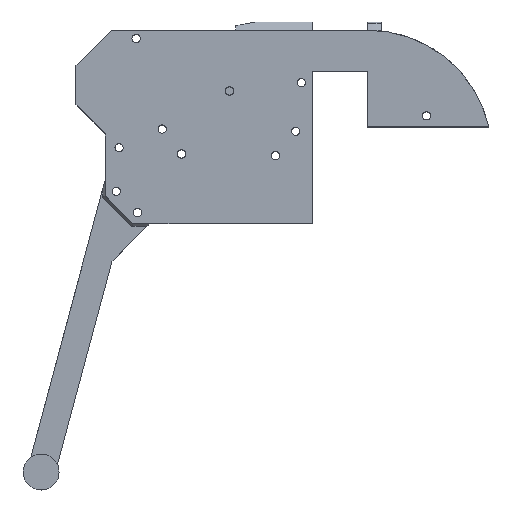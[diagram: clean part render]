
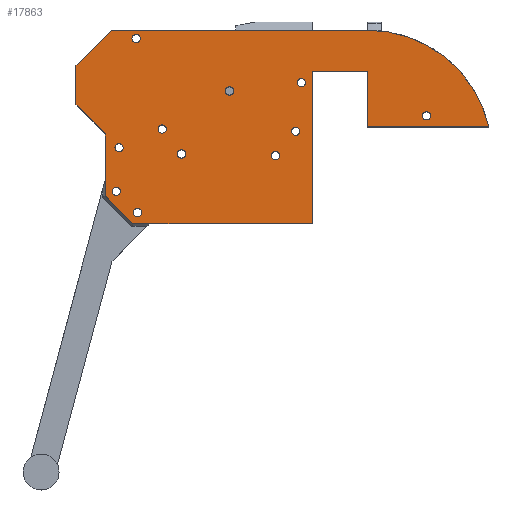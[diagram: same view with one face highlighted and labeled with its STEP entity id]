
A CAD part, top view. The second image highlights one B-rep face of the part: STEP entity #17863.
In plain terms, the highlighted planar face has unit normal (0, 0, 1).
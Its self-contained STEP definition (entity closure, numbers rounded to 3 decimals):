
#338=FACE_BOUND('',#3349,.T.);
#339=FACE_BOUND('',#3350,.T.);
#340=FACE_BOUND('',#3351,.T.);
#341=FACE_BOUND('',#3352,.T.);
#342=FACE_BOUND('',#3353,.T.);
#343=FACE_BOUND('',#3354,.T.);
#344=FACE_BOUND('',#3355,.T.);
#345=FACE_BOUND('',#3356,.T.);
#346=FACE_BOUND('',#3357,.T.);
#347=FACE_BOUND('',#3358,.T.);
#348=FACE_BOUND('',#3359,.T.);
#1377=CIRCLE('',#19598,1.5);
#1379=CIRCLE('',#19601,1.5);
#1381=CIRCLE('',#19604,1.5);
#1383=CIRCLE('',#19607,1.5);
#1385=CIRCLE('',#19610,1.5);
#1388=CIRCLE('',#19614,1.5);
#1390=CIRCLE('',#19617,1.5);
#1392=CIRCLE('',#19620,1.5);
#1394=CIRCLE('',#19623,1.5);
#1396=CIRCLE('',#19626,1.5);
#1398=CIRCLE('',#19629,1.5);
#1399=CIRCLE('',#19634,45.);
#2308=FACE_OUTER_BOUND('',#3348,.T.);
#3348=EDGE_LOOP('',(#16360,#16361,#16362,#16363,#16364,#16365,#16366,#16367,
#16368,#16369,#16370,#16371));
#3349=EDGE_LOOP('',(#16372));
#3350=EDGE_LOOP('',(#16373));
#3351=EDGE_LOOP('',(#16374));
#3352=EDGE_LOOP('',(#16375));
#3353=EDGE_LOOP('',(#16376));
#3354=EDGE_LOOP('',(#16377));
#3355=EDGE_LOOP('',(#16378));
#3356=EDGE_LOOP('',(#16379));
#3357=EDGE_LOOP('',(#16380));
#3358=EDGE_LOOP('',(#16381));
#3359=EDGE_LOOP('',(#16382));
#5144=LINE('',#30667,#6950);
#5148=LINE('',#30675,#6954);
#5151=LINE('',#30681,#6957);
#5155=LINE('',#30693,#6961);
#5158=LINE('',#30699,#6964);
#5161=LINE('',#30705,#6967);
#5164=LINE('',#30711,#6970);
#5167=LINE('',#30717,#6973);
#5170=LINE('',#30723,#6976);
#5173=LINE('',#30729,#6979);
#5176=LINE('',#30734,#6982);
#6950=VECTOR('',#24690,10.);
#6954=VECTOR('',#24696,10.);
#6957=VECTOR('',#24701,10.);
#6961=VECTOR('',#24713,10.);
#6964=VECTOR('',#24718,10.);
#6967=VECTOR('',#24723,10.);
#6970=VECTOR('',#24728,10.);
#6973=VECTOR('',#24733,10.);
#6976=VECTOR('',#24738,10.);
#6979=VECTOR('',#24743,10.);
#6982=VECTOR('',#24748,10.);
#8647=VERTEX_POINT('',#30599);
#8649=VERTEX_POINT('',#30605);
#8651=VERTEX_POINT('',#30611);
#8653=VERTEX_POINT('',#30617);
#8655=VERTEX_POINT('',#30623);
#8658=VERTEX_POINT('',#30631);
#8660=VERTEX_POINT('',#30637);
#8662=VERTEX_POINT('',#30643);
#8664=VERTEX_POINT('',#30649);
#8666=VERTEX_POINT('',#30655);
#8668=VERTEX_POINT('',#30661);
#8669=VERTEX_POINT('',#30665);
#8670=VERTEX_POINT('',#30666);
#8673=VERTEX_POINT('',#30674);
#8675=VERTEX_POINT('',#30680);
#8677=VERTEX_POINT('',#30686);
#8679=VERTEX_POINT('',#30692);
#8681=VERTEX_POINT('',#30698);
#8683=VERTEX_POINT('',#30704);
#8685=VERTEX_POINT('',#30710);
#8687=VERTEX_POINT('',#30716);
#8689=VERTEX_POINT('',#30722);
#8691=VERTEX_POINT('',#30728);
#11195=EDGE_CURVE('',#8647,#8647,#1377,.T.);
#11198=EDGE_CURVE('',#8649,#8649,#1379,.T.);
#11201=EDGE_CURVE('',#8651,#8651,#1381,.T.);
#11204=EDGE_CURVE('',#8653,#8653,#1383,.T.);
#11207=EDGE_CURVE('',#8655,#8655,#1385,.T.);
#11212=EDGE_CURVE('',#8658,#8658,#1388,.T.);
#11215=EDGE_CURVE('',#8660,#8660,#1390,.T.);
#11218=EDGE_CURVE('',#8662,#8662,#1392,.T.);
#11221=EDGE_CURVE('',#8664,#8664,#1394,.T.);
#11224=EDGE_CURVE('',#8666,#8666,#1396,.T.);
#11227=EDGE_CURVE('',#8668,#8668,#1398,.T.);
#11228=EDGE_CURVE('',#8669,#8670,#5144,.T.);
#11232=EDGE_CURVE('',#8669,#8673,#5148,.T.);
#11235=EDGE_CURVE('',#8673,#8675,#5151,.T.);
#11238=EDGE_CURVE('',#8675,#8677,#1399,.T.);
#11241=EDGE_CURVE('',#8677,#8679,#5155,.T.);
#11244=EDGE_CURVE('',#8681,#8679,#5158,.T.);
#11247=EDGE_CURVE('',#8683,#8681,#5161,.T.);
#11250=EDGE_CURVE('',#8683,#8685,#5164,.T.);
#11253=EDGE_CURVE('',#8685,#8687,#5167,.T.);
#11256=EDGE_CURVE('',#8689,#8687,#5170,.T.);
#11259=EDGE_CURVE('',#8689,#8691,#5173,.T.);
#11262=EDGE_CURVE('',#8691,#8670,#5176,.T.);
#16360=ORIENTED_EDGE('',*,*,#11262,.T.);
#16361=ORIENTED_EDGE('',*,*,#11228,.F.);
#16362=ORIENTED_EDGE('',*,*,#11232,.T.);
#16363=ORIENTED_EDGE('',*,*,#11235,.T.);
#16364=ORIENTED_EDGE('',*,*,#11238,.T.);
#16365=ORIENTED_EDGE('',*,*,#11241,.T.);
#16366=ORIENTED_EDGE('',*,*,#11244,.F.);
#16367=ORIENTED_EDGE('',*,*,#11247,.F.);
#16368=ORIENTED_EDGE('',*,*,#11250,.T.);
#16369=ORIENTED_EDGE('',*,*,#11253,.T.);
#16370=ORIENTED_EDGE('',*,*,#11256,.F.);
#16371=ORIENTED_EDGE('',*,*,#11259,.T.);
#16372=ORIENTED_EDGE('',*,*,#11195,.T.);
#16373=ORIENTED_EDGE('',*,*,#11198,.T.);
#16374=ORIENTED_EDGE('',*,*,#11201,.T.);
#16375=ORIENTED_EDGE('',*,*,#11204,.T.);
#16376=ORIENTED_EDGE('',*,*,#11207,.T.);
#16377=ORIENTED_EDGE('',*,*,#11227,.T.);
#16378=ORIENTED_EDGE('',*,*,#11224,.T.);
#16379=ORIENTED_EDGE('',*,*,#11221,.T.);
#16380=ORIENTED_EDGE('',*,*,#11218,.T.);
#16381=ORIENTED_EDGE('',*,*,#11215,.T.);
#16382=ORIENTED_EDGE('',*,*,#11212,.T.);
#16954=PLANE('',#19644);
#17863=ADVANCED_FACE('',(#2308,#338,#339,#340,#341,#342,#343,#344,#345,
#346,#347,#348),#16954,.T.);
#19598=AXIS2_PLACEMENT_3D('',#30600,#24613,#24614);
#19601=AXIS2_PLACEMENT_3D('',#30606,#24620,#24621);
#19604=AXIS2_PLACEMENT_3D('',#30612,#24627,#24628);
#19607=AXIS2_PLACEMENT_3D('',#30618,#24634,#24635);
#19610=AXIS2_PLACEMENT_3D('',#30624,#24641,#24642);
#19614=AXIS2_PLACEMENT_3D('',#30633,#24651,#24652);
#19617=AXIS2_PLACEMENT_3D('',#30639,#24658,#24659);
#19620=AXIS2_PLACEMENT_3D('',#30645,#24665,#24666);
#19623=AXIS2_PLACEMENT_3D('',#30651,#24672,#24673);
#19626=AXIS2_PLACEMENT_3D('',#30657,#24679,#24680);
#19629=AXIS2_PLACEMENT_3D('',#30663,#24686,#24687);
#19634=AXIS2_PLACEMENT_3D('',#30687,#24706,#24707);
#19644=AXIS2_PLACEMENT_3D('',#30736,#24750,#24751);
#24613=DIRECTION('center_axis',(0.,0.,-1.));
#24614=DIRECTION('ref_axis',(1.,0.,0.));
#24620=DIRECTION('center_axis',(0.,0.,-1.));
#24621=DIRECTION('ref_axis',(1.,0.,0.));
#24627=DIRECTION('center_axis',(0.,0.,-1.));
#24628=DIRECTION('ref_axis',(1.,0.,0.));
#24634=DIRECTION('center_axis',(0.,0.,-1.));
#24635=DIRECTION('ref_axis',(1.,0.,0.));
#24641=DIRECTION('center_axis',(0.,0.,-1.));
#24642=DIRECTION('ref_axis',(1.,0.,0.));
#24651=DIRECTION('center_axis',(0.,0.,-1.));
#24652=DIRECTION('ref_axis',(1.,0.,0.));
#24658=DIRECTION('center_axis',(0.,0.,-1.));
#24659=DIRECTION('ref_axis',(1.,0.,0.));
#24665=DIRECTION('center_axis',(0.,0.,-1.));
#24666=DIRECTION('ref_axis',(1.,0.,0.));
#24672=DIRECTION('center_axis',(0.,0.,-1.));
#24673=DIRECTION('ref_axis',(1.,0.,0.));
#24679=DIRECTION('center_axis',(0.,0.,-1.));
#24680=DIRECTION('ref_axis',(1.,0.,0.));
#24686=DIRECTION('center_axis',(0.,0.,-1.));
#24687=DIRECTION('ref_axis',(1.,0.,0.));
#24690=DIRECTION('',(-1.,0.,0.));
#24696=DIRECTION('',(0.,-1.,0.));
#24701=DIRECTION('',(1.,0.,0.));
#24706=DIRECTION('center_axis',(0.,0.,1.));
#24707=DIRECTION('ref_axis',(0.975,0.222,0.));
#24713=DIRECTION('',(-1.,0.,0.));
#24718=DIRECTION('',(0.707,0.707,0.));
#24723=DIRECTION('',(0.,1.,0.));
#24728=DIRECTION('',(0.707,-0.707,0.));
#24733=DIRECTION('',(0.,-1.,0.));
#24738=DIRECTION('',(-0.707,0.707,0.));
#24743=DIRECTION('',(1.,0.,0.));
#24748=DIRECTION('',(0.,1.,0.));
#24750=DIRECTION('center_axis',(0.,0.,1.));
#24751=DIRECTION('ref_axis',(1.,0.,0.));
#30599=CARTESIAN_POINT('',(-48.876,-9.819,0.));
#30600=CARTESIAN_POINT('Origin',(-47.376,-9.819,0.));
#30605=CARTESIAN_POINT('',(-14.88,-10.375,0.));
#30606=CARTESIAN_POINT('Origin',(-13.38,-10.375,0.));
#30611=CARTESIAN_POINT('',(-55.908,-0.795,0.));
#30612=CARTESIAN_POINT('Origin',(-54.408,-0.795,0.));
#30617=CARTESIAN_POINT('',(-7.557,-1.586,0.));
#30618=CARTESIAN_POINT('Origin',(-6.057,-1.586,0.));
#30623=CARTESIAN_POINT('',(-31.5,13.,0.));
#30624=CARTESIAN_POINT('Origin',(-30.,13.,0.));
#30631=CARTESIAN_POINT('',(-72.5,-23.343,0.));
#30633=CARTESIAN_POINT('Origin',(-71.,-23.343,0.));
#30637=CARTESIAN_POINT('',(-65.336,32.,0.));
#30639=CARTESIAN_POINT('Origin',(-63.836,32.,0.));
#30643=CARTESIAN_POINT('',(-64.843,-31.,0.));
#30645=CARTESIAN_POINT('Origin',(-63.343,-31.,0.));
#30649=CARTESIAN_POINT('',(-71.5,-7.574,0.));
#30651=CARTESIAN_POINT('Origin',(-70.,-7.574,0.));
#30655=CARTESIAN_POINT('',(39.784,4.,0.));
#30657=CARTESIAN_POINT('Origin',(41.284,4.,0.));
#30661=CARTESIAN_POINT('',(-5.5,16.,0.));
#30663=CARTESIAN_POINT('Origin',(-4.,16.,0.));
#30665=CARTESIAN_POINT('',(20.,20.,0.));
#30666=CARTESIAN_POINT('',(0.,20.,0.));
#30667=CARTESIAN_POINT('',(20.,20.,0.));
#30674=CARTESIAN_POINT('',(20.,0.,0.));
#30675=CARTESIAN_POINT('',(20.,20.,0.));
#30680=CARTESIAN_POINT('',(63.875,0.,0.));
#30681=CARTESIAN_POINT('',(20.,0.,0.));
#30686=CARTESIAN_POINT('',(20.,35.,0.));
#30687=CARTESIAN_POINT('Origin',(20.,-10.,0.));
#30692=CARTESIAN_POINT('',(-72.782,35.,0.));
#30693=CARTESIAN_POINT('',(20.,35.,0.));
#30698=CARTESIAN_POINT('',(-85.607,22.175,0.));
#30699=CARTESIAN_POINT('',(-85.607,22.175,0.));
#30704=CARTESIAN_POINT('',(-85.607,8.033,0.));
#30705=CARTESIAN_POINT('',(-85.607,8.033,0.));
#30710=CARTESIAN_POINT('',(-75.,-2.574,0.));
#30711=CARTESIAN_POINT('',(-85.607,8.033,0.));
#30716=CARTESIAN_POINT('',(-75.,-25.,0.));
#30717=CARTESIAN_POINT('',(-75.,-2.574,0.));
#30722=CARTESIAN_POINT('',(-65.,-35.,0.));
#30723=CARTESIAN_POINT('',(-65.,-35.,0.));
#30728=CARTESIAN_POINT('',(0.,-35.,0.));
#30729=CARTESIAN_POINT('',(-75.,-35.,0.));
#30734=CARTESIAN_POINT('',(0.,0.,0.));
#30736=CARTESIAN_POINT('Origin',(-10.866,0.,
0.));
